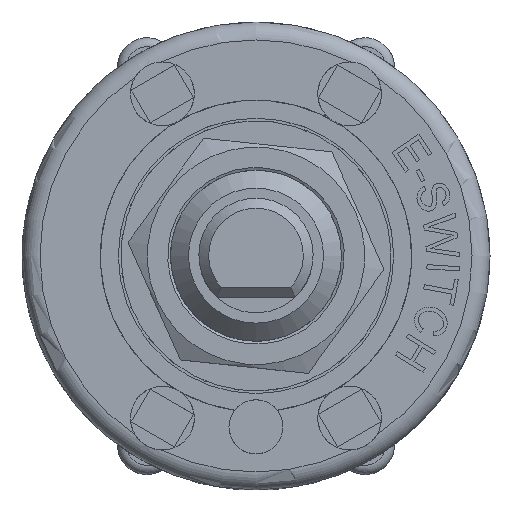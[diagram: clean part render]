
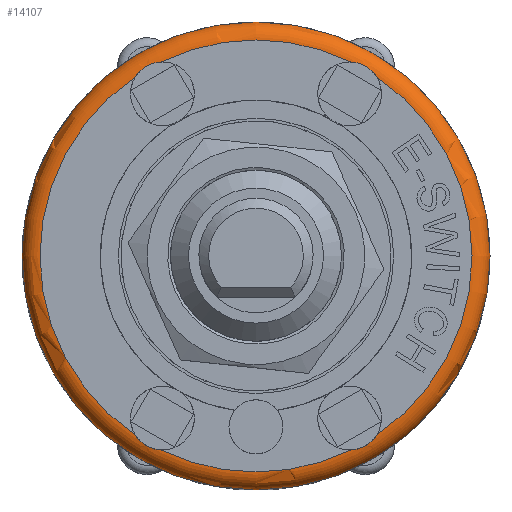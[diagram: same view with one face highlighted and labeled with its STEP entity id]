
A CAD part, top view. The second image highlights one B-rep face of the part: STEP entity #14107.
In plain terms, the highlighted toroidal (fillet/blend) face has major radius 12 mm and minor radius 1 mm.
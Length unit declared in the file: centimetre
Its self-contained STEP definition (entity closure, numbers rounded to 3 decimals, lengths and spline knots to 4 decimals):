
#26=TOROIDAL_SURFACE('',#14877,1.2,0.1);
#654=B_SPLINE_CURVE_WITH_KNOTS('',3,(#24348,#24349,#24350,#24351,#24352,
#24353,#24354,#24355,#24356,#24357,#24358,#24359),.UNSPECIFIED.,.F.,.F.,
(4,2,2,2,2,4),(-0.2692,-0.2446,-0.216,
-0.1921,-0.1645,-0.1357),.UNSPECIFIED.);
#655=B_SPLINE_CURVE_WITH_KNOTS('',3,(#24371,#24372,#24373,#24374,#24375,
#24376,#24377,#24378,#24379,#24380,#24381,#24382),.UNSPECIFIED.,.F.,.F.,
(4,2,2,2,2,4),(-0.2692,-0.2446,-0.216,
-0.1921,-0.1645,-0.1357),.UNSPECIFIED.);
#656=B_SPLINE_CURVE_WITH_KNOTS('',3,(#24399,#24400,#24401,#24402,#24403,
#24404,#24405,#24406,#24407,#24408,#24409,#24410),.UNSPECIFIED.,.F.,.F.,
(4,2,2,2,2,4),(-0.2692,-0.2446,-0.216,
-0.1921,-0.1645,-0.1357),.UNSPECIFIED.);
#657=B_SPLINE_CURVE_WITH_KNOTS('',3,(#24432,#24433,#24434,#24435,#24436,
#24437,#24438,#24439,#24440,#24441,#24442,#24443),.UNSPECIFIED.,.F.,.F.,
(4,2,2,2,2,4),(-0.2692,-0.2446,-0.216,
-0.1921,-0.1645,-0.1357),.UNSPECIFIED.);
#1875=FACE_OUTER_BOUND('',#2718,.T.);
#2718=EDGE_LOOP('',(#13006,#13007,#13008,#13009,#13010,#13011,#13012,#13013,
#13014,#13015,#13016,#13017));
#5852=CIRCLE('',#14830,1.3);
#5879=CIRCLE('',#14878,0.1);
#5880=CIRCLE('',#14879,1.2);
#5881=CIRCLE('',#14880,1.2);
#5882=CIRCLE('',#14881,1.2);
#5883=CIRCLE('',#14882,1.2);
#5884=CIRCLE('',#14883,1.2);
#7181=VERTEX_POINT('',#24310);
#7189=VERTEX_POINT('',#24346);
#7190=VERTEX_POINT('',#24347);
#7193=VERTEX_POINT('',#24369);
#7194=VERTEX_POINT('',#24370);
#7199=VERTEX_POINT('',#24397);
#7200=VERTEX_POINT('',#24398);
#7207=VERTEX_POINT('',#24430);
#7208=VERTEX_POINT('',#24431);
#7211=VERTEX_POINT('',#24453);
#9158=EDGE_CURVE('',#7181,#7181,#5852,.T.);
#9176=EDGE_CURVE('',#7189,#7190,#654,.T.);
#9182=EDGE_CURVE('',#7193,#7194,#655,.T.);
#9190=EDGE_CURVE('',#7199,#7200,#656,.T.);
#9200=EDGE_CURVE('',#7207,#7208,#657,.T.);
#9206=EDGE_CURVE('',#7181,#7211,#5879,.T.);
#9207=EDGE_CURVE('',#7211,#7199,#5880,.T.);
#9208=EDGE_CURVE('',#7200,#7193,#5881,.T.);
#9209=EDGE_CURVE('',#7194,#7189,#5882,.T.);
#9210=EDGE_CURVE('',#7190,#7207,#5883,.T.);
#9211=EDGE_CURVE('',#7208,#7211,#5884,.T.);
#13006=ORIENTED_EDGE('',*,*,#9158,.T.);
#13007=ORIENTED_EDGE('',*,*,#9206,.T.);
#13008=ORIENTED_EDGE('',*,*,#9207,.T.);
#13009=ORIENTED_EDGE('',*,*,#9190,.T.);
#13010=ORIENTED_EDGE('',*,*,#9208,.T.);
#13011=ORIENTED_EDGE('',*,*,#9182,.T.);
#13012=ORIENTED_EDGE('',*,*,#9209,.T.);
#13013=ORIENTED_EDGE('',*,*,#9176,.T.);
#13014=ORIENTED_EDGE('',*,*,#9210,.T.);
#13015=ORIENTED_EDGE('',*,*,#9200,.T.);
#13016=ORIENTED_EDGE('',*,*,#9211,.T.);
#13017=ORIENTED_EDGE('',*,*,#9206,.F.);
#14107=ADVANCED_FACE('',(#1875),#26,.T.);
#14830=AXIS2_PLACEMENT_3D('',#24311,#17696,#17697);
#14877=AXIS2_PLACEMENT_3D('',#24452,#17807,#17808);
#14878=AXIS2_PLACEMENT_3D('',#24454,#17809,#17810);
#14879=AXIS2_PLACEMENT_3D('',#24455,#17811,#17812);
#14880=AXIS2_PLACEMENT_3D('',#24456,#17813,#17814);
#14881=AXIS2_PLACEMENT_3D('',#24457,#17815,#17816);
#14882=AXIS2_PLACEMENT_3D('',#24458,#17817,#17818);
#14883=AXIS2_PLACEMENT_3D('',#24459,#17819,#17820);
#17696=DIRECTION('center_axis',(0.,0.,1.));
#17697=DIRECTION('ref_axis',(-1.,0.,0.));
#17807=DIRECTION('center_axis',(0.,0.,-1.));
#17808=DIRECTION('ref_axis',(-1.,0.,0.));
#17809=DIRECTION('center_axis',(0.,-1.,0.));
#17810=DIRECTION('ref_axis',(1.,0.,0.));
#17811=DIRECTION('center_axis',(0.,0.,-1.));
#17812=DIRECTION('ref_axis',(-1.,0.,0.));
#17813=DIRECTION('center_axis',(0.,0.,-1.));
#17814=DIRECTION('ref_axis',(-1.,0.,0.));
#17815=DIRECTION('center_axis',(0.,0.,-1.));
#17816=DIRECTION('ref_axis',(-1.,0.,0.));
#17817=DIRECTION('center_axis',(0.,0.,-1.));
#17818=DIRECTION('ref_axis',(-1.,0.,0.));
#17819=DIRECTION('center_axis',(0.,0.,-1.));
#17820=DIRECTION('ref_axis',(-1.,0.,0.));
#24310=CARTESIAN_POINT('',(1.3,0.,0.95));
#24311=CARTESIAN_POINT('Origin',(0.,0.,0.95));
#24346=CARTESIAN_POINT('',(-0.67,0.9955,1.05));
#24347=CARTESIAN_POINT('',(-0.5271,1.078,1.05));
#24348=CARTESIAN_POINT('Ctrl Pts',(-0.67,0.9955,
1.05));
#24349=CARTESIAN_POINT('Ctrl Pts',(-0.6646,1.0041,
1.05));
#24350=CARTESIAN_POINT('Ctrl Pts',(-0.6583,1.0124,
1.0498));
#24351=CARTESIAN_POINT('Ctrl Pts',(-0.6428,1.0294,
1.0491));
#24352=CARTESIAN_POINT('Ctrl Pts',(-0.6335,1.0377,
1.0488));
#24353=CARTESIAN_POINT('Ctrl Pts',(-0.615,1.051,1.0484));
#24354=CARTESIAN_POINT('Ctrl Pts',(-0.6061,1.0563,
1.0484));
#24355=CARTESIAN_POINT('Ctrl Pts',(-0.5859,1.0659,1.0487));
#24356=CARTESIAN_POINT('Ctrl Pts',(-0.5747,1.07,1.049));
#24357=CARTESIAN_POINT('Ctrl Pts',(-0.551,1.0759,1.0497));
#24358=CARTESIAN_POINT('Ctrl Pts',(-0.539,1.0775,
1.05));
#24359=CARTESIAN_POINT('Ctrl Pts',(-0.5271,1.078,
1.05));
#24369=CARTESIAN_POINT('',(-0.5271,-1.078,1.05));
#24370=CARTESIAN_POINT('',(-0.67,-0.9955,1.05));
#24371=CARTESIAN_POINT('Ctrl Pts',(-0.5271,-1.078,
1.05));
#24372=CARTESIAN_POINT('Ctrl Pts',(-0.5373,-1.0776,
1.05));
#24373=CARTESIAN_POINT('Ctrl Pts',(-0.5476,-1.0763,
1.0498));
#24374=CARTESIAN_POINT('Ctrl Pts',(-0.5701,-1.0714,1.0491));
#24375=CARTESIAN_POINT('Ctrl Pts',(-0.5819,-1.0675,
1.0488));
#24376=CARTESIAN_POINT('Ctrl Pts',(-0.6027,-1.0581,
1.0484));
#24377=CARTESIAN_POINT('Ctrl Pts',(-0.6117,-1.053,
1.0484));
#24378=CARTESIAN_POINT('Ctrl Pts',(-0.6301,-1.0404,
1.0487));
#24379=CARTESIAN_POINT('Ctrl Pts',(-0.6393,-1.0327,
1.049));
#24380=CARTESIAN_POINT('Ctrl Pts',(-0.6562,-1.0151,
1.0497));
#24381=CARTESIAN_POINT('Ctrl Pts',(-0.6637,-1.0055,
1.05));
#24382=CARTESIAN_POINT('Ctrl Pts',(-0.67,-0.9955,
1.05));
#24397=CARTESIAN_POINT('',(0.67,-0.9955,1.05));
#24398=CARTESIAN_POINT('',(0.5271,-1.078,1.05));
#24399=CARTESIAN_POINT('Ctrl Pts',(0.67,-0.9955,
1.05));
#24400=CARTESIAN_POINT('Ctrl Pts',(0.6646,-1.0041,
1.05));
#24401=CARTESIAN_POINT('Ctrl Pts',(0.6583,-1.0124,
1.0498));
#24402=CARTESIAN_POINT('Ctrl Pts',(0.6428,-1.0294,
1.0491));
#24403=CARTESIAN_POINT('Ctrl Pts',(0.6335,-1.0377,
1.0488));
#24404=CARTESIAN_POINT('Ctrl Pts',(0.615,-1.051,
1.0484));
#24405=CARTESIAN_POINT('Ctrl Pts',(0.6061,-1.0563,
1.0484));
#24406=CARTESIAN_POINT('Ctrl Pts',(0.5859,-1.0659,1.0487));
#24407=CARTESIAN_POINT('Ctrl Pts',(0.5747,-1.07,1.049));
#24408=CARTESIAN_POINT('Ctrl Pts',(0.551,-1.0759,
1.0497));
#24409=CARTESIAN_POINT('Ctrl Pts',(0.539,-1.0775,
1.05));
#24410=CARTESIAN_POINT('Ctrl Pts',(0.5271,-1.078,
1.05));
#24430=CARTESIAN_POINT('',(0.5271,1.078,1.05));
#24431=CARTESIAN_POINT('',(0.67,0.9955,1.05));
#24432=CARTESIAN_POINT('Ctrl Pts',(0.5271,1.078,1.05));
#24433=CARTESIAN_POINT('Ctrl Pts',(0.5373,1.0776,1.05));
#24434=CARTESIAN_POINT('Ctrl Pts',(0.5476,1.0763,1.0498));
#24435=CARTESIAN_POINT('Ctrl Pts',(0.5701,1.0714,1.0491));
#24436=CARTESIAN_POINT('Ctrl Pts',(0.5819,1.0675,1.0488));
#24437=CARTESIAN_POINT('Ctrl Pts',(0.6027,1.0581,1.0484));
#24438=CARTESIAN_POINT('Ctrl Pts',(0.6117,1.053,1.0484));
#24439=CARTESIAN_POINT('Ctrl Pts',(0.6301,1.0404,1.0487));
#24440=CARTESIAN_POINT('Ctrl Pts',(0.6393,1.0327,1.049));
#24441=CARTESIAN_POINT('Ctrl Pts',(0.6562,1.0151,1.0497));
#24442=CARTESIAN_POINT('Ctrl Pts',(0.6637,1.0055,1.05));
#24443=CARTESIAN_POINT('Ctrl Pts',(0.67,0.9955,
1.05));
#24452=CARTESIAN_POINT('Origin',(0.,0.,0.95));
#24453=CARTESIAN_POINT('',(1.2,0.,1.05));
#24454=CARTESIAN_POINT('Origin',(1.2,0.,0.95));
#24455=CARTESIAN_POINT('Origin',(0.,0.,1.05));
#24456=CARTESIAN_POINT('Origin',(0.,0.,1.05));
#24457=CARTESIAN_POINT('Origin',(0.,0.,1.05));
#24458=CARTESIAN_POINT('Origin',(0.,0.,1.05));
#24459=CARTESIAN_POINT('Origin',(0.,0.,1.05));
